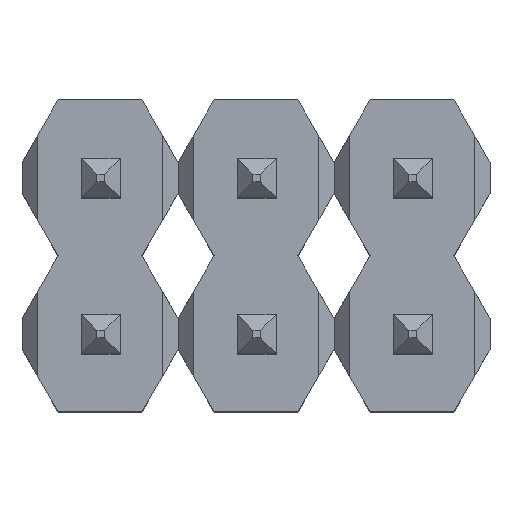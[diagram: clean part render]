
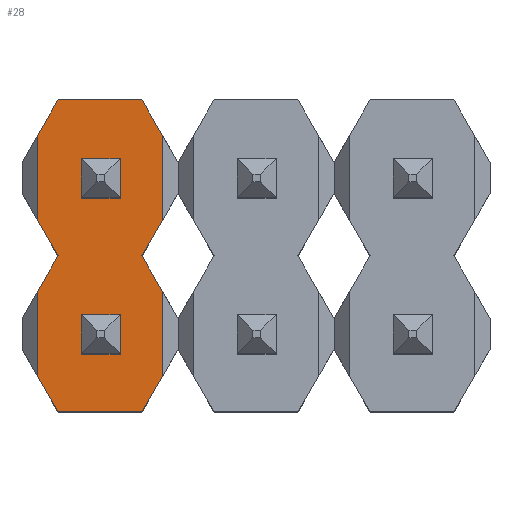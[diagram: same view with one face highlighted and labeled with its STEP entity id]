
A CAD part, top view. The second image highlights one B-rep face of the part: STEP entity #28.
In plain terms, the highlighted planar face has unit normal (0, 0, 1).
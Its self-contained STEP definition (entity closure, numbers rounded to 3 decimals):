
#28 = ADVANCED_FACE('',(#29,#143,#177),#211,.T.);
#29 = FACE_BOUND('',#30,.T.);
#30 = EDGE_LOOP('',(#31,#41,#49,#57,#65,#73,#81,#89,#97,#105,#113,#121,
    #129,#137));
#31 = ORIENTED_EDGE('',*,*,#32,.T.);
#32 = EDGE_CURVE('',#33,#35,#37,.T.);
#33 = VERTEX_POINT('',#34);
#34 = CARTESIAN_POINT('',(-5.783,1.286,2.544));
#35 = VERTEX_POINT('',#36);
#36 = CARTESIAN_POINT('',(-6.116,0.71,2.544));
#37 = LINE('',#38,#39);
#38 = CARTESIAN_POINT('',(-7.03,-0.873,2.544));
#39 = VECTOR('',#40,1.);
#40 = DIRECTION('',(-0.5,-0.866,0.));
#41 = ORIENTED_EDGE('',*,*,#42,.T.);
#42 = EDGE_CURVE('',#35,#43,#45,.T.);
#43 = VERTEX_POINT('',#44);
#44 = CARTESIAN_POINT('',(-6.116,-0.678,2.544));
#45 = LINE('',#46,#47);
#46 = CARTESIAN_POINT('',(-6.116,-0.238,2.544));
#47 = VECTOR('',#48,1.);
#48 = DIRECTION('',(0.,-1.,0.));
#49 = ORIENTED_EDGE('',*,*,#50,.T.);
#50 = EDGE_CURVE('',#43,#51,#53,.T.);
#51 = VERTEX_POINT('',#52);
#52 = CARTESIAN_POINT('',(-5.783,-1.254,2.544));
#53 = LINE('',#54,#55);
#54 = CARTESIAN_POINT('',(-5.93,-1.,2.544));
#55 = VECTOR('',#56,1.);
#56 = DIRECTION('',(0.5,-0.866,0.));
#57 = ORIENTED_EDGE('',*,*,#58,.T.);
#58 = EDGE_CURVE('',#51,#59,#61,.T.);
#59 = VERTEX_POINT('',#60);
#60 = CARTESIAN_POINT('',(-4.417,-1.254,2.544));
#61 = LINE('',#62,#63);
#62 = CARTESIAN_POINT('',(-6.37,-1.254,2.544));
#63 = VECTOR('',#64,1.);
#64 = DIRECTION('',(1.,0.,0.));
#65 = ORIENTED_EDGE('',*,*,#66,.T.);
#66 = EDGE_CURVE('',#59,#67,#69,.T.);
#67 = VERTEX_POINT('',#68);
#68 = CARTESIAN_POINT('',(-4.084,-0.678,2.544));
#69 = LINE('',#70,#71);
#70 = CARTESIAN_POINT('',(-4.905,-2.1,2.544));
#71 = VECTOR('',#72,1.);
#72 = DIRECTION('',(0.5,0.866,0.));
#73 = ORIENTED_EDGE('',*,*,#74,.T.);
#74 = EDGE_CURVE('',#67,#75,#77,.T.);
#75 = VERTEX_POINT('',#76);
#76 = CARTESIAN_POINT('',(-4.084,0.71,2.544));
#77 = LINE('',#78,#79);
#78 = CARTESIAN_POINT('',(-4.084,0.27,2.544));
#79 = VECTOR('',#80,1.);
#80 = DIRECTION('',(0.,1.,0.));
#81 = ORIENTED_EDGE('',*,*,#82,.T.);
#82 = EDGE_CURVE('',#75,#83,#85,.T.);
#83 = VERTEX_POINT('',#84);
#84 = CARTESIAN_POINT('',(-4.417,1.286,2.544));
#85 = LINE('',#86,#87);
#86 = CARTESIAN_POINT('',(-3.805,0.227,2.544));
#87 = VECTOR('',#88,1.);
#88 = DIRECTION('',(-0.5,0.866,0.));
#89 = ORIENTED_EDGE('',*,*,#90,.T.);
#90 = EDGE_CURVE('',#83,#91,#93,.T.);
#91 = VERTEX_POINT('',#92);
#92 = CARTESIAN_POINT('',(-4.084,1.862,2.544));
#93 = LINE('',#94,#95);
#94 = CARTESIAN_POINT('',(-4.905,0.44,2.544));
#95 = VECTOR('',#96,1.);
#96 = DIRECTION('',(0.5,0.866,0.));
#97 = ORIENTED_EDGE('',*,*,#98,.T.);
#98 = EDGE_CURVE('',#91,#99,#101,.T.);
#99 = VERTEX_POINT('',#100);
#100 = CARTESIAN_POINT('',(-4.084,3.25,2.544));
#101 = LINE('',#102,#103);
#102 = CARTESIAN_POINT('',(-4.084,2.81,2.544));
#103 = VECTOR('',#104,1.);
#104 = DIRECTION('',(0.,1.,0.));
#105 = ORIENTED_EDGE('',*,*,#106,.T.);
#106 = EDGE_CURVE('',#99,#107,#109,.T.);
#107 = VERTEX_POINT('',#108);
#108 = CARTESIAN_POINT('',(-4.417,3.826,2.544));
#109 = LINE('',#110,#111);
#110 = CARTESIAN_POINT('',(-3.805,2.767,2.544));
#111 = VECTOR('',#112,1.);
#112 = DIRECTION('',(-0.5,0.866,0.));
#113 = ORIENTED_EDGE('',*,*,#114,.T.);
#114 = EDGE_CURVE('',#107,#115,#117,.T.);
#115 = VERTEX_POINT('',#116);
#116 = CARTESIAN_POINT('',(-5.783,3.826,2.544));
#117 = LINE('',#118,#119);
#118 = CARTESIAN_POINT('',(-6.37,3.826,2.544));
#119 = VECTOR('',#120,1.);
#120 = DIRECTION('',(-1.,0.,0.));
#121 = ORIENTED_EDGE('',*,*,#122,.T.);
#122 = EDGE_CURVE('',#115,#123,#125,.T.);
#123 = VERTEX_POINT('',#124);
#124 = CARTESIAN_POINT('',(-6.116,3.25,2.544));
#125 = LINE('',#126,#127);
#126 = CARTESIAN_POINT('',(-7.03,1.667,2.544));
#127 = VECTOR('',#128,1.);
#128 = DIRECTION('',(-0.5,-0.866,0.));
#129 = ORIENTED_EDGE('',*,*,#130,.T.);
#130 = EDGE_CURVE('',#123,#131,#133,.T.);
#131 = VERTEX_POINT('',#132);
#132 = CARTESIAN_POINT('',(-6.116,1.862,2.544));
#133 = LINE('',#134,#135);
#134 = CARTESIAN_POINT('',(-6.116,2.302,2.544));
#135 = VECTOR('',#136,1.);
#136 = DIRECTION('',(0.,-1.,0.));
#137 = ORIENTED_EDGE('',*,*,#138,.T.);
#138 = EDGE_CURVE('',#131,#33,#139,.T.);
#139 = LINE('',#140,#141);
#140 = CARTESIAN_POINT('',(-5.93,1.54,2.544));
#141 = VECTOR('',#142,1.);
#142 = DIRECTION('',(0.5,-0.866,0.));
#143 = FACE_BOUND('',#144,.T.);
#144 = EDGE_LOOP('',(#145,#155,#163,#171));
#145 = ORIENTED_EDGE('',*,*,#146,.T.);
#146 = EDGE_CURVE('',#147,#149,#151,.T.);
#147 = VERTEX_POINT('',#148);
#148 = CARTESIAN_POINT('',(-4.77,-0.314,2.544));
#149 = VERTEX_POINT('',#150);
#150 = CARTESIAN_POINT('',(-5.405,-0.314,2.544));
#151 = LINE('',#152,#153);
#152 = CARTESIAN_POINT('',(-6.37,-0.314,2.544));
#153 = VECTOR('',#154,1.);
#154 = DIRECTION('',(-1.,0.,0.));
#155 = ORIENTED_EDGE('',*,*,#156,.T.);
#156 = EDGE_CURVE('',#149,#157,#159,.T.);
#157 = VERTEX_POINT('',#158);
#158 = CARTESIAN_POINT('',(-5.405,0.321,2.544));
#159 = LINE('',#160,#161);
#160 = CARTESIAN_POINT('',(-5.405,-1.254,2.544));
#161 = VECTOR('',#162,1.);
#162 = DIRECTION('',(0.,1.,0.));
#163 = ORIENTED_EDGE('',*,*,#164,.T.);
#164 = EDGE_CURVE('',#157,#165,#167,.T.);
#165 = VERTEX_POINT('',#166);
#166 = CARTESIAN_POINT('',(-4.77,0.321,2.544));
#167 = LINE('',#168,#169);
#168 = CARTESIAN_POINT('',(-6.37,0.321,2.544));
#169 = VECTOR('',#170,1.);
#170 = DIRECTION('',(1.,0.,0.));
#171 = ORIENTED_EDGE('',*,*,#172,.T.);
#172 = EDGE_CURVE('',#165,#147,#173,.T.);
#173 = LINE('',#174,#175);
#174 = CARTESIAN_POINT('',(-4.77,-1.254,2.544));
#175 = VECTOR('',#176,1.);
#176 = DIRECTION('',(0.,-1.,0.));
#177 = FACE_BOUND('',#178,.T.);
#178 = EDGE_LOOP('',(#179,#189,#197,#205));
#179 = ORIENTED_EDGE('',*,*,#180,.T.);
#180 = EDGE_CURVE('',#181,#183,#185,.T.);
#181 = VERTEX_POINT('',#182);
#182 = CARTESIAN_POINT('',(-4.77,2.226,2.544));
#183 = VERTEX_POINT('',#184);
#184 = CARTESIAN_POINT('',(-5.405,2.226,2.544));
#185 = LINE('',#186,#187);
#186 = CARTESIAN_POINT('',(-6.37,2.226,2.544));
#187 = VECTOR('',#188,1.);
#188 = DIRECTION('',(-1.,0.,0.));
#189 = ORIENTED_EDGE('',*,*,#190,.T.);
#190 = EDGE_CURVE('',#183,#191,#193,.T.);
#191 = VERTEX_POINT('',#192);
#192 = CARTESIAN_POINT('',(-5.405,2.861,2.544));
#193 = LINE('',#194,#195);
#194 = CARTESIAN_POINT('',(-5.405,1.286,2.544));
#195 = VECTOR('',#196,1.);
#196 = DIRECTION('',(0.,1.,0.));
#197 = ORIENTED_EDGE('',*,*,#198,.T.);
#198 = EDGE_CURVE('',#191,#199,#201,.T.);
#199 = VERTEX_POINT('',#200);
#200 = CARTESIAN_POINT('',(-4.77,2.861,2.544));
#201 = LINE('',#202,#203);
#202 = CARTESIAN_POINT('',(-6.37,2.861,2.544));
#203 = VECTOR('',#204,1.);
#204 = DIRECTION('',(1.,0.,0.));
#205 = ORIENTED_EDGE('',*,*,#206,.T.);
#206 = EDGE_CURVE('',#199,#181,#207,.T.);
#207 = LINE('',#208,#209);
#208 = CARTESIAN_POINT('',(-4.77,1.286,2.544));
#209 = VECTOR('',#210,1.);
#210 = DIRECTION('',(0.,-1.,0.));
#211 = PLANE('',#212);
#212 = AXIS2_PLACEMENT_3D('',#213,#214,#215);
#213 = CARTESIAN_POINT('',(-6.37,-1.254,2.544));
#214 = DIRECTION('',(0.,0.,1.));
#215 = DIRECTION('',(0.,-1.,0.));
